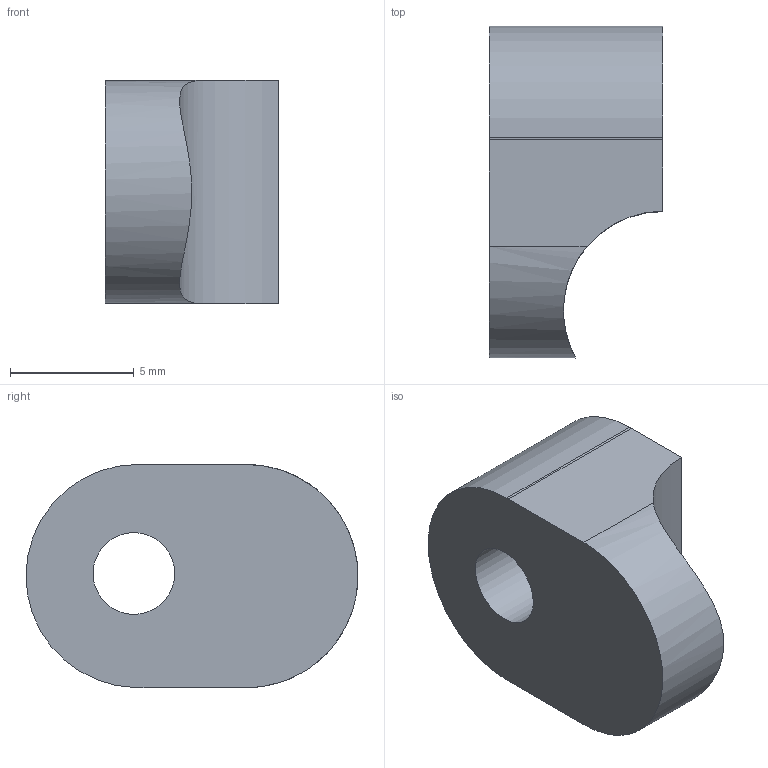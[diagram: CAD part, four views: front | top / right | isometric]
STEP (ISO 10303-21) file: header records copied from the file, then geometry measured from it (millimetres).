
FILE_DESCRIPTION(('HOOPS Exchange Step'),'2;1');
FILE_NAME('temp_export','2020-11-25T18:22:17+01:00',('mobile'),('Shapr3D Limited'),'HOOPS Exchange 2020.2','Shapr3D','Authorized');
FILE_SCHEMA( ('AP203_CONFIGURATION_CONTROLLED_3D_DESIGN_OF_MECHANICAL_PARTS_AND_ASSEMBLIES_MIM_LF') );
Length unit declared in the file: millimetre
Products named in the file (1): 82A62986-6FBC-434D-9E0D-07E46670FF81.tmp
Bounding box: 7 x 13.4 x 9 mm (x, y, z)
Volume: 494 mm3; surface area: 494 mm2
Topology: 1 solids, 1 shells, 12 faces, 29 edges, 20 vertices
Faces by surface type: plane 6, cylinder 5, bspline 1
Full cylindrical faces by diameter (mm): 3.3 x1, 5 x1
Entity records: 459 total; most frequent: CARTESIAN_POINT 141, DIRECTION 63, ORIENTED_EDGE 58, EDGE_CURVE 29, AXIS2_PLACEMENT_3D 24, VERTEX_POINT 20, VECTOR 15, LINE 15
